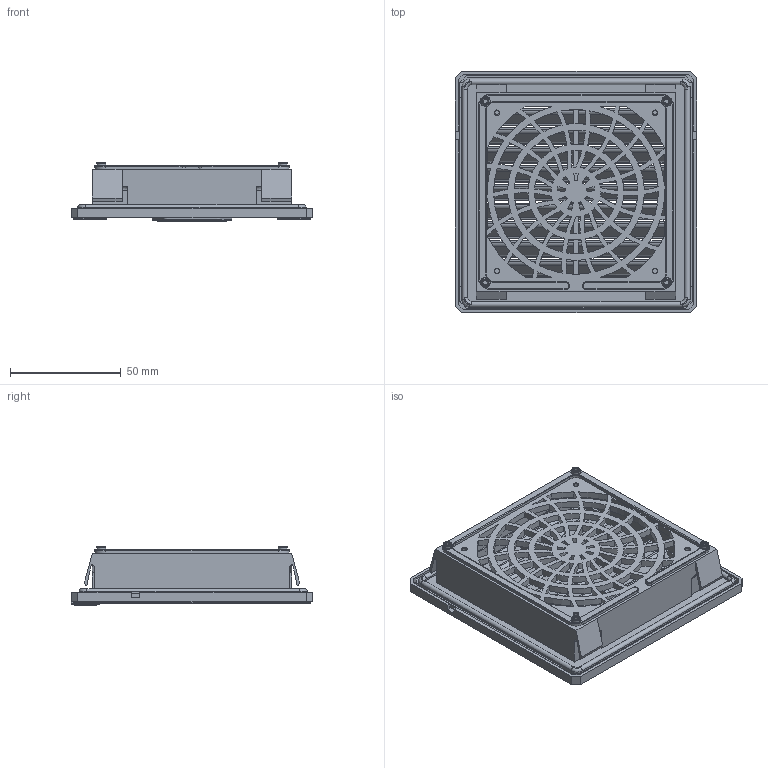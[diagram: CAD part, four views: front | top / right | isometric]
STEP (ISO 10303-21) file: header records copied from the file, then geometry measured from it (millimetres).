
FILE_DESCRIPTION(/* description */ (''),/* implementation_level */ '2;1');
FILE_NAME(/* name */ 'ФРВ 90х90.stp',/* time_stamp */ '2023-11-02T13:35:07+03:00',/* author */ ('Василий'),/* organization */ (''),/* preprocessor_version */ 'ST-DEVELOPER v18.1',/* originating_system */ 'Autodesk Inventor 2021',/* authorisation */ '');
FILE_SCHEMA (('AUTOMOTIVE_DESIGN { 1 0 10303 214 3 1 1 }'));
Products named in the file (1): ФРВ 90х90
Bounding box: 109 x 109 x 26.55 mm (x, y, z)
Volume: 67579.6 mm3; surface area: 75000.5 mm2
Topology: 1 solids, 1 shells, 1641 faces, 4011 edges, 2627 vertices
Faces by surface type: plane 796, cylinder 438, bspline 353, torus 52, sphere 2
Full cylindrical faces by diameter (mm): 2 x8, 2.5 x2, 3 x1, 4 x4
Entity records: 61773 total; most frequent: CARTESIAN_POINT 20820, DIRECTION 8259, ORIENTED_EDGE 8022, EDGE_CURVE 4011, AXIS2_PLACEMENT_3D 3169, VERTEX_POINT 2627, EDGE_LOOP 2104, LINE 1921
